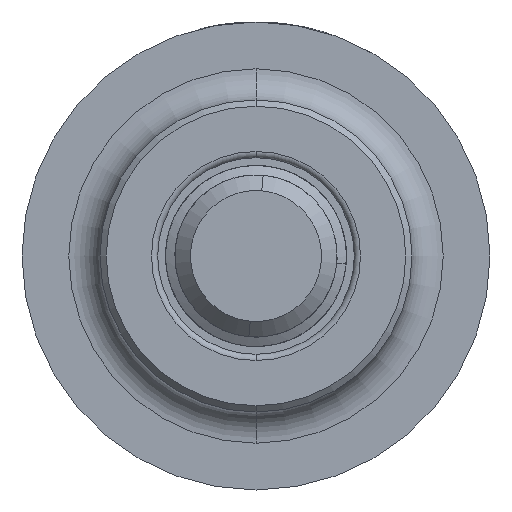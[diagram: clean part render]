
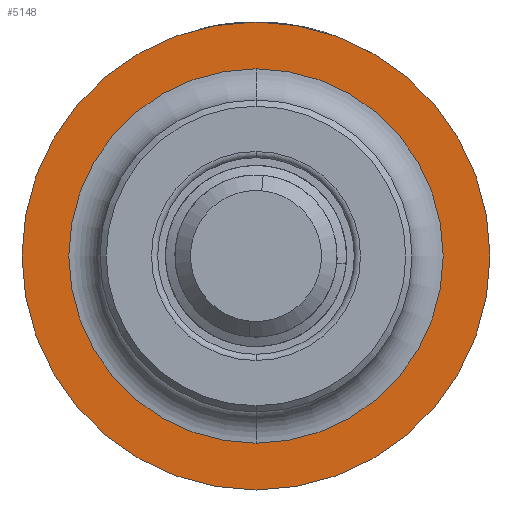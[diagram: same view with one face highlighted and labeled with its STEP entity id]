
A CAD part, front view. The second image highlights one B-rep face of the part: STEP entity #5148.
In plain terms, the highlighted planar face has unit normal (0, -1, 0).
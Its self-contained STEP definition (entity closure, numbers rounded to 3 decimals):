
#185 = AXIS2_PLACEMENT_3D ( 'NONE', #2498, #5618, #1997 ) ;
#371 = CIRCLE ( 'NONE', #3126, 7.5 ) ;
#505 = DIRECTION ( 'NONE',  ( 0., 0., -1. ) ) ;
#545 = FACE_BOUND ( 'NONE', #2402, .T. ) ;
#701 = EDGE_CURVE ( 'NONE', #4773, #1459, #4386, .T. ) ;
#810 = CIRCLE ( 'NONE', #4971, 7.5 ) ;
#823 = ORIENTED_EDGE ( 'NONE', *, *, #701, .F. ) ;
#1156 = DIRECTION ( 'NONE',  ( 0., 0., -1. ) ) ;
#1330 = PLANE ( 'NONE',  #2383 ) ;
#1459 = VERTEX_POINT ( 'NONE', #4985 ) ;
#1555 = VERTEX_POINT ( 'NONE', #2882 ) ;
#1997 = DIRECTION ( 'NONE',  ( 0., 0., -1. ) ) ;
#2383 = AXIS2_PLACEMENT_3D ( 'NONE', #3954, #4937, #5524 ) ;
#2402 = EDGE_LOOP ( 'NONE', ( #4809, #823 ) ) ;
#2498 = CARTESIAN_POINT ( 'NONE',  ( 0., 12.42, 0. ) ) ;
#2761 = EDGE_LOOP ( 'NONE', ( #6181, #5181 ) ) ;
#2782 = EDGE_CURVE ( 'NONE', #4133, #1555, #371, .T. ) ;
#2882 = CARTESIAN_POINT ( 'NONE',  ( 0., 12.42, -7.5 ) ) ;
#2969 = CIRCLE ( 'NONE', #6567, 6. ) ;
#3126 = AXIS2_PLACEMENT_3D ( 'NONE', #6356, #3766, #1156 ) ;
#3566 = CARTESIAN_POINT ( 'NONE',  ( 0., 12.42, 6. ) ) ;
#3577 = DIRECTION ( 'NONE',  ( 0., -1., 0. ) ) ;
#3766 = DIRECTION ( 'NONE',  ( 0., -1., 0. ) ) ;
#3954 = CARTESIAN_POINT ( 'NONE',  ( 6., 12.42, 0. ) ) ;
#3999 = CARTESIAN_POINT ( 'NONE',  ( 0., 12.42, 7.5 ) ) ;
#4133 = VERTEX_POINT ( 'NONE', #3999 ) ;
#4386 = CIRCLE ( 'NONE', #185, 6. ) ;
#4536 = DIRECTION ( 'NONE',  ( 0., -1., 0. ) ) ;
#4562 = DIRECTION ( 'NONE',  ( 0., 0., -1. ) ) ;
#4773 = VERTEX_POINT ( 'NONE', #3566 ) ;
#4809 = ORIENTED_EDGE ( 'NONE', *, *, #5970, .F. ) ;
#4937 = DIRECTION ( 'NONE',  ( 0., -1., 0. ) ) ;
#4971 = AXIS2_PLACEMENT_3D ( 'NONE', #6212, #3577, #505 ) ;
#4985 = CARTESIAN_POINT ( 'NONE',  ( 0., 12.42, -6. ) ) ;
#5148 = ADVANCED_FACE ( 'NONE', ( #5686, #545 ), #1330, .T. ) ;
#5181 = ORIENTED_EDGE ( 'NONE', *, *, #2782, .T. ) ;
#5515 = EDGE_CURVE ( 'NONE', #1555, #4133, #810, .T. ) ;
#5524 = DIRECTION ( 'NONE',  ( 0., 0., -1. ) ) ;
#5618 = DIRECTION ( 'NONE',  ( 0., -1., 0. ) ) ;
#5686 = FACE_OUTER_BOUND ( 'NONE', #2761, .T. ) ;
#5970 = EDGE_CURVE ( 'NONE', #1459, #4773, #2969, .T. ) ;
#6181 = ORIENTED_EDGE ( 'NONE', *, *, #5515, .T. ) ;
#6212 = CARTESIAN_POINT ( 'NONE',  ( 0., 12.42, 0. ) ) ;
#6356 = CARTESIAN_POINT ( 'NONE',  ( 0., 12.42, 0. ) ) ;
#6567 = AXIS2_PLACEMENT_3D ( 'NONE', #6597, #4536, #4562 ) ;
#6597 = CARTESIAN_POINT ( 'NONE',  ( 0., 12.42, 0. ) ) ;
